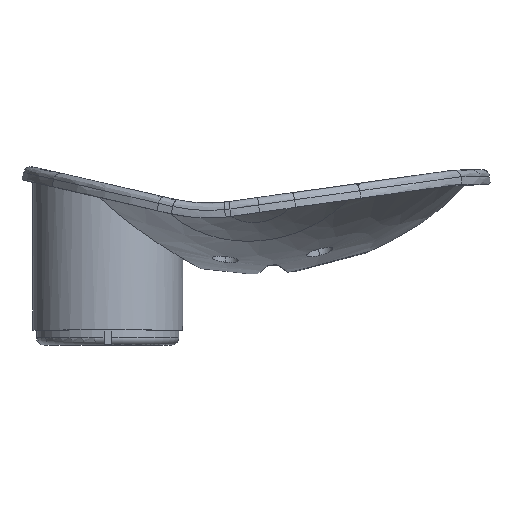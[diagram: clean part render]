
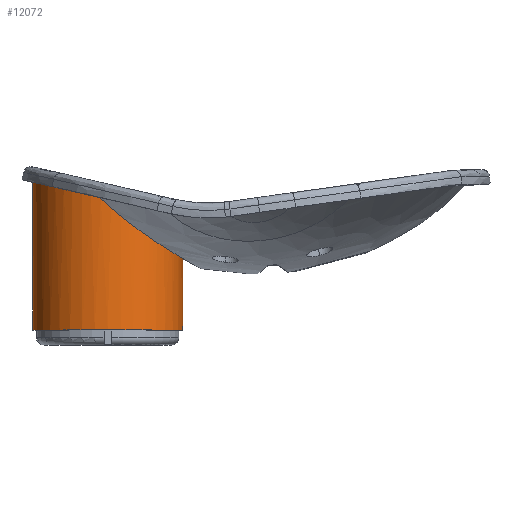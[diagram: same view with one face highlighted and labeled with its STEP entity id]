
A CAD part, top view. The second image highlights one B-rep face of the part: STEP entity #12072.
In plain terms, the highlighted cylindrical face has radius 20 mm (diameter 40 mm), a partial arc.
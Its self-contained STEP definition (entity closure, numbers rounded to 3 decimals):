
#939=CARTESIAN_POINT('',(20.,26.345,0.));
#951=DIRECTION('',(0.,-1.,0.));
#952=VECTOR('',#951,39.433);
#953=CARTESIAN_POINT('',(-20.,39.433,0.));
#954=LINE('',#953,#952);
#955=CARTESIAN_POINT('',(-20.,39.433,0.));
#1023=CARTESIAN_POINT('',(16.833,30.929,10.8));
#1024=CARTESIAN_POINT('',(16.451,31.018,11.396));
#1025=CARTESIAN_POINT('',(15.755,31.178,12.353));
#1026=CARTESIAN_POINT('',(14.804,31.398,13.471));
#1027=CARTESIAN_POINT('',(13.912,31.604,14.385));
#1028=CARTESIAN_POINT('',(12.778,31.866,15.417));
#1029=CARTESIAN_POINT('',(11.437,32.175,16.444));
#1030=CARTESIAN_POINT('',(9.907,32.528,17.402));
#1031=CARTESIAN_POINT('',(8.437,32.868,18.156));
#1032=CARTESIAN_POINT('',(6.54,33.306,18.947));
#1033=CARTESIAN_POINT('',(4.266,33.831,19.603));
#1034=CARTESIAN_POINT('',(1.655,34.434,19.986));
#1035=CARTESIAN_POINT('',(-0.857,35.014,
20.032));
#1036=CARTESIAN_POINT('',(-3.282,35.573,19.778));
#1037=CARTESIAN_POINT('',(-5.625,36.114,19.242));
#1038=CARTESIAN_POINT('',(-7.888,36.637,18.432));
#1039=CARTESIAN_POINT('',(-10.068,37.14,17.34));
#1040=CARTESIAN_POINT('',(-12.161,37.623,15.947));
#1041=CARTESIAN_POINT('',(-14.154,38.083,14.217));
#1042=CARTESIAN_POINT('',(-15.718,38.444,12.438));
#1043=CARTESIAN_POINT('',(-16.891,38.715,10.749));
#1044=CARTESIAN_POINT('',(-17.723,38.907,9.321));
#1045=CARTESIAN_POINT('',(-18.496,39.086,7.687));
#1046=CARTESIAN_POINT('',(-19.073,39.219,6.098));
#1047=CARTESIAN_POINT('',(-19.473,39.311,4.614));
#1048=CARTESIAN_POINT('',(-19.732,39.371,3.36));
#1049=CARTESIAN_POINT('',(-19.93,39.417,1.901));
#1050=CARTESIAN_POINT('',(-20.,39.433,0.713));
#1051=CARTESIAN_POINT('',(-20.,39.433,0.));
#3855=CARTESIAN_POINT('',(0.,0.,0.));
#3856=DIRECTION('',(0.,1.,0.));
#3857=DIRECTION('',(-1.,0.,0.));
#3858=AXIS2_PLACEMENT_3D('',#3855,#3856,#3857);
#3865=CARTESIAN_POINT('',(16.833,30.929,10.8));
#3866=CARTESIAN_POINT('',(17.108,30.502,10.371));
#3867=CARTESIAN_POINT('',(17.624,29.721,9.495));
#3868=CARTESIAN_POINT('',(18.285,28.752,8.148));
#3869=CARTESIAN_POINT('',(18.832,27.97,6.786));
#3870=CARTESIAN_POINT('',(19.269,27.355,5.421));
#3871=CARTESIAN_POINT('',(19.601,26.894,4.056));
#3872=CARTESIAN_POINT('',(19.833,26.574,2.7));
#3873=CARTESIAN_POINT('',(19.969,26.387,1.353));
#3874=CARTESIAN_POINT('',(20.,26.345,0.45));
#3875=CARTESIAN_POINT('',(20.,26.345,0.));
#3877=DIRECTION('',(0.,-1.,0.));
#3878=VECTOR('',#3877,26.345);
#3879=CARTESIAN_POINT('',(20.,26.345,0.));
#3880=LINE('',#3879,#3878);
#5047=VERTEX_POINT('',#939);
#5049=VERTEX_POINT('',#3865);
#5050=VERTEX_POINT('',#955);
#5051=CARTESIAN_POINT('',(-20.,0.,0.));
#5052=VERTEX_POINT('',#5051);
#5053=CARTESIAN_POINT('',(20.,0.,0.));
#5054=VERTEX_POINT('',#5053);
#12060=CARTESIAN_POINT('',(0.,0.,0.));
#12061=DIRECTION('',(0.,1.,0.));
#12062=DIRECTION('',(1.,0.,0.));
#12063=AXIS2_PLACEMENT_3D('',#12060,#12061,#12062);
#12064=CYLINDRICAL_SURFACE('',#12063,20.);
#12065=ORIENTED_EDGE('',*,*,#6308,.T.);
#12066=ORIENTED_EDGE('',*,*,#6330,.T.);
#12067=ORIENTED_EDGE('',*,*,#12038,.F.);
#12068=ORIENTED_EDGE('',*,*,#6326,.F.);
#12069=ORIENTED_EDGE('',*,*,#6355,.F.);
#12070=EDGE_LOOP('',(#12065,#12066,#12067,#12068,#12069));
#12071=FACE_OUTER_BOUND('',#12070,.F.);
#12072=ADVANCED_FACE('',(#12071),#12064,.T.);
#1052=B_SPLINE_CURVE_WITH_KNOTS('',3,(#1023,#1024,#1025,#1026,#1027,#1028,#1029,
#1030,#1031,#1032,#1033,#1034,#1035,#1036,#1037,#1038,#1039,#1040,#1041,#1042,
#1043,#1044,#1045,#1046,#1047,#1048,#1049,#1050,#1051),.UNSPECIFIED.,.F.,.F.,(4,
1,1,1,1,1,1,1,1,1,1,1,1,1,1,1,1,1,1,1,1,1,1,1,1,1,4),(0.,0.016,0.031,
0.047,0.063,0.094,0.125,0.156,0.188,0.25,0.313,0.375,
0.438,0.5,0.563,0.625,0.688,0.75,0.813,0.844,0.875,
0.906,0.938,0.953,0.969,0.984,1.),.UNSPECIFIED.);
#3859=CIRCLE('',#3858,20.);
#3876=B_SPLINE_CURVE_WITH_KNOTS('',3,(#3865,#3866,#3867,#3868,#3869,#3870,#3871,
#3872,#3873,#3874,#3875),.UNSPECIFIED.,.F.,.F.,(4,1,1,1,1,1,1,1,4),(0.,
0.125,0.25,0.375,0.5,0.625,0.75,0.875,1.),.UNSPECIFIED.);
#6308=EDGE_CURVE('',#5049,#5047,#3876,.T.);
#6326=EDGE_CURVE('',#5050,#5052,#954,.T.);
#6330=EDGE_CURVE('',#5047,#5054,#3880,.T.);
#6355=EDGE_CURVE('',#5049,#5050,#1052,.T.);
#12038=EDGE_CURVE('',#5052,#5054,#3859,.T.);
